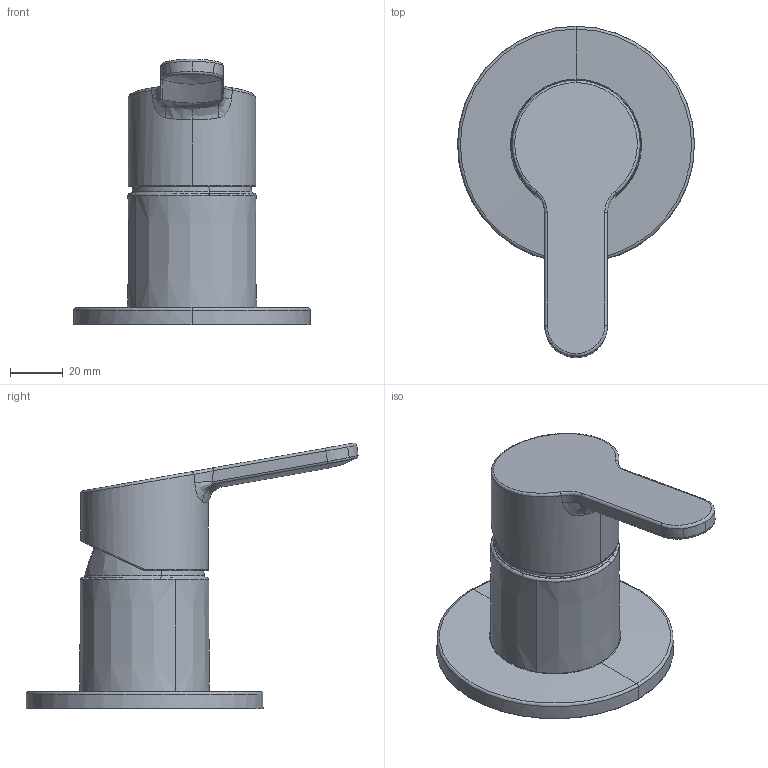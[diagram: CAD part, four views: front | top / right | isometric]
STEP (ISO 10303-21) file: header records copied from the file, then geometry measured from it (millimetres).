
FILE_DESCRIPTION (( 'STEP AP203' ), '1' );
FILE_NAME ('49999003.STEP', '2018-10-10T08:47:26', ( '' ), ( '' ), 'SwSTEP 2.0', 'SolidWorks 2016', '' );
FILE_SCHEMA (( 'CONFIG_CONTROL_DESIGN' ));
Length unit declared in the file: millimetre
Products named in the file (1): 49999003
Bounding box: 89.98 x 126.06 x 100.92 mm (x, y, z)
Volume: 199234 mm3; surface area: 30177.8 mm2
Topology: 1 solids, 1 shells, 61 faces, 155 edges, 99 vertices
Faces by surface type: bspline 32, plane 8, cylinder 8, torus 7, cone 4, sphere 2
Entity records: 5696 total; most frequent: CARTESIAN_POINT 4456, ORIENTED_EDGE 310, EDGE_CURVE 155, DIRECTION 137, VERTEX_POINT 99, B_SPLINE_CURVE_WITH_KNOTS 96, EDGE_LOOP 64, FACE_OUTER_BOUND 61
